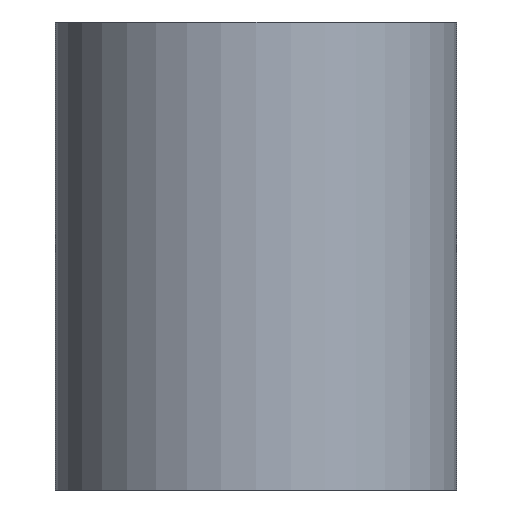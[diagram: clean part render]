
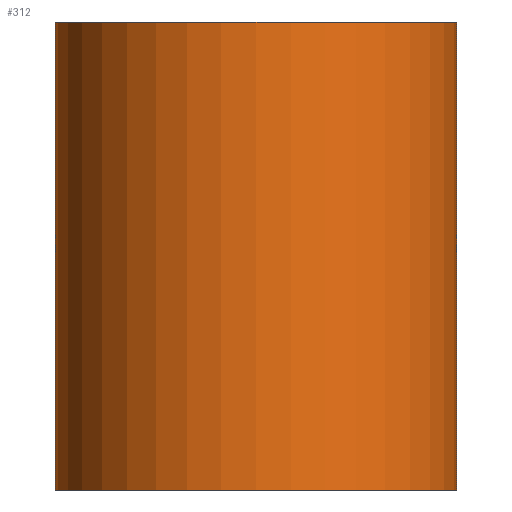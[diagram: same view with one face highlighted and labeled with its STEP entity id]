
A CAD part, front view. The second image highlights one B-rep face of the part: STEP entity #312.
In plain terms, the highlighted cylindrical face has radius 30 mm (diameter 60 mm), a partial arc.
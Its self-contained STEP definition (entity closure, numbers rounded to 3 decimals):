
#3 = VERTEX_POINT ( 'NONE', #397 ) ;
#8 = ORIENTED_EDGE ( 'NONE', *, *, #152, .T. ) ;
#30 = VERTEX_POINT ( 'NONE', #169 ) ;
#31 = DIRECTION ( 'NONE',  ( 0., 0., -1. ) ) ;
#38 = VECTOR ( 'NONE', #31, 1000. ) ;
#57 = DIRECTION ( 'NONE',  ( 1., 0., 0. ) ) ;
#73 = DIRECTION ( 'NONE',  ( 1., 0., 0. ) ) ;
#80 = EDGE_CURVE ( 'NONE', #3, #225, #340, .T. ) ;
#84 = CARTESIAN_POINT ( 'NONE',  ( -30., 0., 35. ) ) ;
#91 = CARTESIAN_POINT ( 'NONE',  ( 0., 0., -35. ) ) ;
#97 = AXIS2_PLACEMENT_3D ( 'NONE', #309, #183, #266 ) ;
#103 = CARTESIAN_POINT ( 'NONE',  ( 0., 0., 35. ) ) ;
#104 = DIRECTION ( 'NONE',  ( 0., 0., 1. ) ) ;
#152 = EDGE_CURVE ( 'NONE', #374, #30, #239, .T. ) ;
#167 = AXIS2_PLACEMENT_3D ( 'NONE', #103, #104, #73 ) ;
#169 = CARTESIAN_POINT ( 'NONE',  ( 30., 0., -35. ) ) ;
#170 = EDGE_CURVE ( 'NONE', #225, #30, #210, .T. ) ;
#178 = LINE ( 'NONE', #84, #38 ) ;
#180 = AXIS2_PLACEMENT_3D ( 'NONE', #91, #392, #57 ) ;
#183 = DIRECTION ( 'NONE',  ( 0., 0., -1. ) ) ;
#198 = ORIENTED_EDGE ( 'NONE', *, *, #170, .F. ) ;
#209 = CYLINDRICAL_SURFACE ( 'NONE', #97, 30. ) ;
#210 = LINE ( 'NONE', #272, #314 ) ;
#225 = VERTEX_POINT ( 'NONE', #242 ) ;
#239 = CIRCLE ( 'NONE', #180, 30. ) ;
#242 = CARTESIAN_POINT ( 'NONE',  ( 30., 0., 35. ) ) ;
#251 = ORIENTED_EDGE ( 'NONE', *, *, #263, .T. ) ;
#263 = EDGE_CURVE ( 'NONE', #3, #374, #178, .T. ) ;
#266 = DIRECTION ( 'NONE',  ( -1., 0., 0. ) ) ;
#268 = DIRECTION ( 'NONE',  ( 0., 0., -1. ) ) ;
#272 = CARTESIAN_POINT ( 'NONE',  ( 30., 0., 35. ) ) ;
#309 = CARTESIAN_POINT ( 'NONE',  ( 0., 0., 35. ) ) ;
#312 = ADVANCED_FACE ( 'NONE', ( #335 ), #209, .T. ) ;
#314 = VECTOR ( 'NONE', #268, 1000. ) ;
#331 = CARTESIAN_POINT ( 'NONE',  ( -30., 0., -35. ) ) ;
#334 = ORIENTED_EDGE ( 'NONE', *, *, #80, .F. ) ;
#335 = FACE_OUTER_BOUND ( 'NONE', #346, .T. ) ;
#340 = CIRCLE ( 'NONE', #167, 30. ) ;
#346 = EDGE_LOOP ( 'NONE', ( #198, #334, #251, #8 ) ) ;
#374 = VERTEX_POINT ( 'NONE', #331 ) ;
#392 = DIRECTION ( 'NONE',  ( 0., 0., 1. ) ) ;
#397 = CARTESIAN_POINT ( 'NONE',  ( -30., 0., 35. ) ) ;
